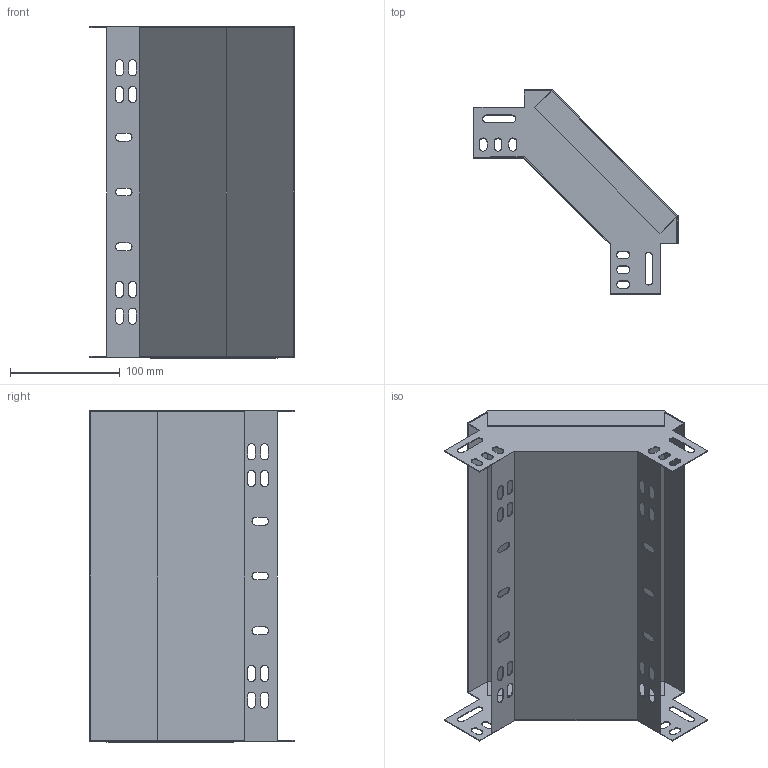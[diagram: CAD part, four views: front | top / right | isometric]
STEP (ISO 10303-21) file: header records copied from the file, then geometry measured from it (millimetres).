
FILE_DESCRIPTION (( 'STEP AP203' ), '1' );
FILE_NAME ('CLP1N-060-300 Ïîâîðîò íà 90 ãð. âåðòèêàëüíûé âíåøíèé 60õ300.STEP', '2016-03-17T08:19:37', ( '' ), ( '' ), 'SwSTEP 2.0', 'SolidWorks 2014', '' );
FILE_SCHEMA (( 'CONFIG_CONTROL_DESIGN' ));
Length unit declared in the file: millimetre
Products named in the file (1): CLP1N-060-300 Ïîâîðîò íà 90 ãð. âåðòèêàëüíûé âíåøíèé 60õ300
Bounding box: 186.42 x 186.42 x 303.2 mm (x, y, z)
Volume: 118011.9 mm3; surface area: 298328 mm2
Topology: 2 solids, 2 shells, 218 faces, 622 edges, 408 vertices
Faces by surface type: plane 140, cylinder 78
Entity records: 7309 total; most frequent: CARTESIAN_POINT 1249, ORIENTED_EDGE 1244, DIRECTION 1216, EDGE_CURVE 622, VECTOR 466, LINE 466, VERTEX_POINT 408, AXIS2_PLACEMENT_3D 375
